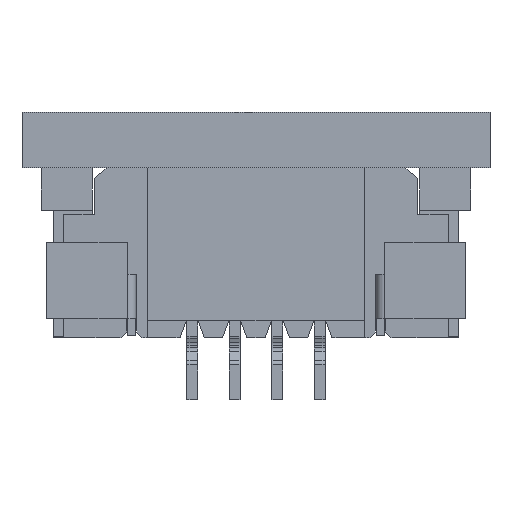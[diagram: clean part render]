
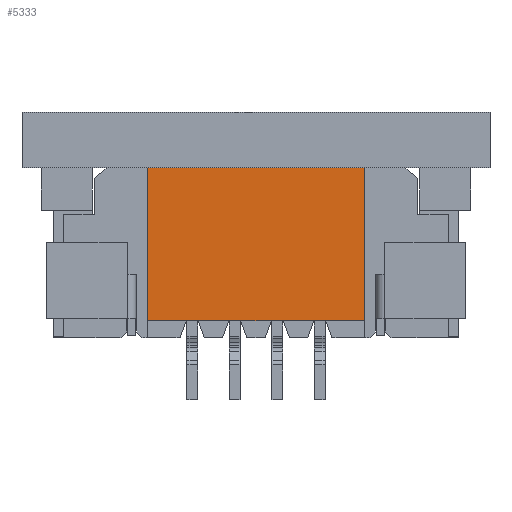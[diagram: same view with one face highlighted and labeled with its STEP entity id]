
A CAD part, front view. The second image highlights one B-rep face of the part: STEP entity #5333.
In plain terms, the highlighted planar face has unit normal (0, -1, 0).
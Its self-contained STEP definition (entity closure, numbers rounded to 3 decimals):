
#857=ORIENTED_EDGE('',*,*,#2145,.T.);
#858=ORIENTED_EDGE('',*,*,#2146,.F.);
#859=ORIENTED_EDGE('',*,*,#2131,.F.);
#860=ORIENTED_EDGE('',*,*,#2123,.T.);
#2123=EDGE_CURVE('',#2787,#2786,#3401,.T.);
#2131=EDGE_CURVE('',#2787,#2791,#3409,.T.);
#2145=EDGE_CURVE('',#2786,#2798,#3423,.T.);
#2146=EDGE_CURVE('',#2791,#2798,#3424,.T.);
#2786=VERTEX_POINT('',#8571);
#2787=VERTEX_POINT('',#8573);
#2791=VERTEX_POINT('',#8584);
#2798=VERTEX_POINT('',#8612);
#3401=LINE('',#8572,#4109);
#3409=LINE('',#8587,#4117);
#3423=LINE('',#8611,#4131);
#3424=LINE('',#8613,#4132);
#4109=VECTOR('',#6984,1000.);
#4117=VECTOR('',#6994,1000.);
#4131=VECTOR('',#7018,1000.);
#4132=VECTOR('',#7019,1000.);
#4538=EDGE_LOOP('',(#857,#858,#859,#860));
#4816=FACE_BOUND('',#4538,.T.);
#5092=PLANE('',#6114);
#5333=ADVANCED_FACE('',(#4816),#5092,.F.);
#6114=AXIS2_PLACEMENT_3D('',#8610,#7016,#7017);
#6984=DIRECTION('',(-1.,0.,0.));
#6994=DIRECTION('',(0.,0.,-1.));
#7016=DIRECTION('',(0.,1.,0.));
#7017=DIRECTION('',(0.,0.,1.));
#7018=DIRECTION('',(0.,0.,-1.));
#7019=DIRECTION('',(-1.,0.,0.));
#8571=CARTESIAN_POINT('',(-2.55,0.,4.));
#8572=CARTESIAN_POINT('',(2.55,0.,4.));
#8573=CARTESIAN_POINT('',(2.55,0.,4.));
#8584=CARTESIAN_POINT('',(2.55,0.,0.4));
#8587=CARTESIAN_POINT('',(2.55,0.,4.));
#8610=CARTESIAN_POINT('',(2.55,0.,4.));
#8611=CARTESIAN_POINT('',(-2.55,0.,4.));
#8612=CARTESIAN_POINT('',(-2.55,0.,0.4));
#8613=CARTESIAN_POINT('',(2.55,0.,0.4));
